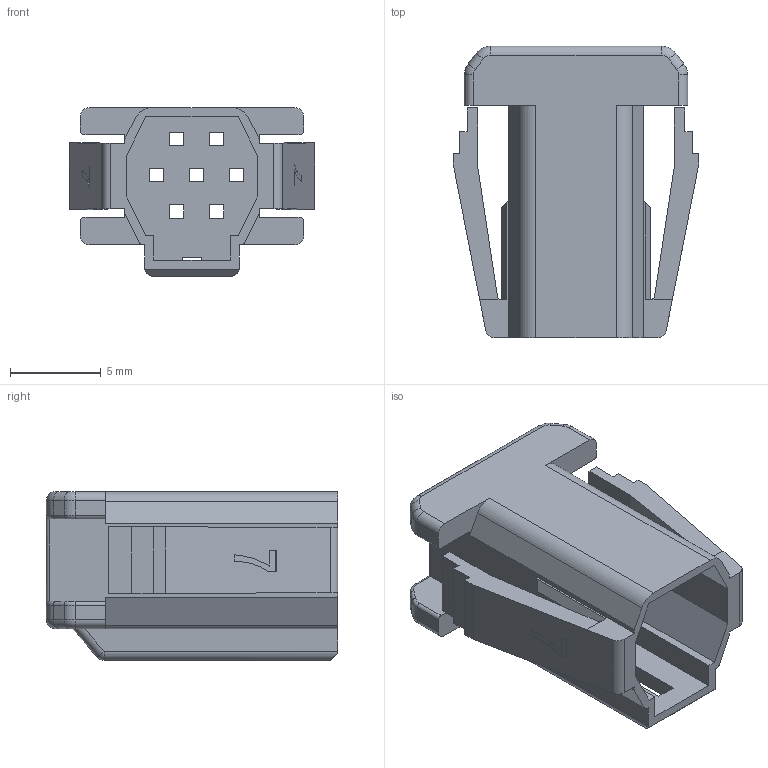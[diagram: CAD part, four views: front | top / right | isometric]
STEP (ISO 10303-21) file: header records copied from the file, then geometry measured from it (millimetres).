
FILE_DESCRIPTION(('CoCreate Modeling STEP Export'),'2;1');
FILE_NAME('DF62P-7EP-2.2C.stp','2013-12-06T16:00:49',(''),(''),'CoCreate Modeling STEP processor for AP214 (Solid Model)','CoCreate Modeling 17.0 01-Apr-2010 (C) Parametric Technology GmbH','');
FILE_SCHEMA(('AUTOMOTIVE_DESIGN { 1 0 10303 214 1 1 1 1 }'));
Length unit declared in the file: millimetre
Products named in the file (1): DF62P-7EP-2.2C
Bounding box: 13.5 x 16.05 x 9.3 mm (x, y, z)
Volume: 608.9 mm3; surface area: 1533.4 mm2
Topology: 1 solids, 1 shells, 262 faces, 705 edges, 444 vertices
Faces by surface type: plane 198, cylinder 46, torus 16, sphere 2
Entity records: 8017 total; most frequent: ORIENTED_EDGE 1406, CARTESIAN_POINT 1398, DIRECTION 1313, EDGE_CURVE 703, VECTOR 595, LINE 595, VERTEX_POINT 444, AXIS2_PLACEMENT_3D 359
